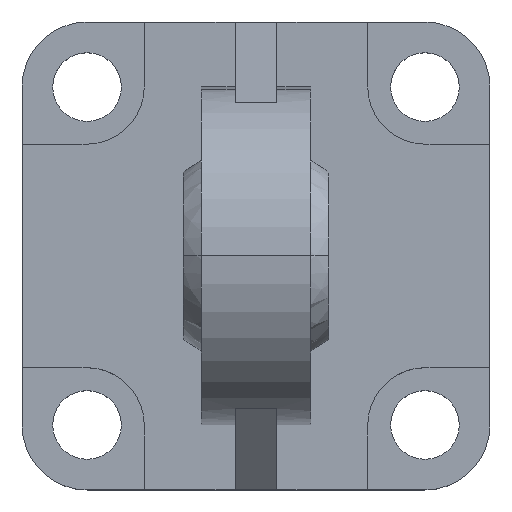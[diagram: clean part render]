
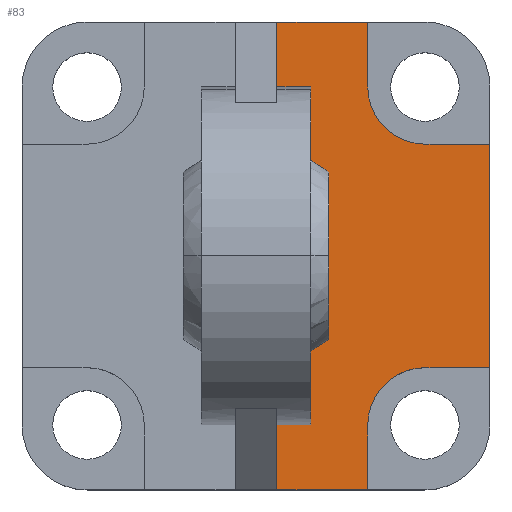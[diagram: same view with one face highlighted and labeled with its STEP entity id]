
A CAD part, top view. The second image highlights one B-rep face of the part: STEP entity #83.
In plain terms, the highlighted planar face has unit normal (0, 0, 1).
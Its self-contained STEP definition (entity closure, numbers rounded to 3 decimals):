
#83=ADVANCED_FACE('',(#162),#163,.T.);
#162=FACE_OUTER_BOUND('',#295,.T.);
#163=PLANE('',#296);
#295=EDGE_LOOP('',(#536,#537,#538,#539,#540,#541,#542,#543,#544,#545,#546,#547,#548,#549));
#296=AXIS2_PLACEMENT_3D('',#550,#551,#552);
#536=ORIENTED_EDGE('',*,*,#944,.T.);
#537=ORIENTED_EDGE('',*,*,#972,.F.);
#538=ORIENTED_EDGE('',*,*,#973,.T.);
#539=ORIENTED_EDGE('',*,*,#974,.T.);
#540=ORIENTED_EDGE('',*,*,#975,.T.);
#541=ORIENTED_EDGE('',*,*,#976,.F.);
#542=ORIENTED_EDGE('',*,*,#977,.T.);
#543=ORIENTED_EDGE('',*,*,#978,.T.);
#544=ORIENTED_EDGE('',*,*,#979,.T.);
#545=ORIENTED_EDGE('',*,*,#964,.F.);
#546=ORIENTED_EDGE('',*,*,#942,.T.);
#547=ORIENTED_EDGE('',*,*,#980,.T.);
#548=ORIENTED_EDGE('',*,*,#981,.T.);
#549=ORIENTED_EDGE('',*,*,#955,.T.);
#550=CARTESIAN_POINT('',(0.0,0.,10.0));
#551=DIRECTION('',(0.0,0.0,1.0));
#552=DIRECTION('',(1.0,0.0,0.0));
#942=EDGE_CURVE('',#1144,#1142,#1145,.T.);
#944=EDGE_CURVE('',#1147,#1148,#1149,.T.);
#955=EDGE_CURVE('',#1166,#1147,#1167,.T.);
#964=EDGE_CURVE('',#1144,#1180,#1181,.T.);
#972=EDGE_CURVE('',#1195,#1148,#1196,.T.);
#973=EDGE_CURVE('',#1195,#1197,#1198,.T.);
#974=EDGE_CURVE('',#1197,#1199,#1200,.T.);
#975=EDGE_CURVE('',#1199,#1201,#1202,.T.);
#976=EDGE_CURVE('',#1203,#1201,#1204,.T.);
#977=EDGE_CURVE('',#1203,#1205,#1206,.T.);
#978=EDGE_CURVE('',#1205,#1207,#1208,.T.);
#979=EDGE_CURVE('',#1207,#1180,#1209,.T.);
#980=EDGE_CURVE('',#1142,#1210,#1211,.T.);
#981=EDGE_CURVE('',#1210,#1166,#1212,.T.);
#1142=VERTEX_POINT('',#1434);
#1144=VERTEX_POINT('',#1437);
#1145=LINE('',#1438,#1439);
#1147=VERTEX_POINT('',#1442);
#1148=VERTEX_POINT('',#1443);
#1149=LINE('',#1444,#1445);
#1166=VERTEX_POINT('',#1470);
#1167=LINE('',#1471,#1472);
#1180=VERTEX_POINT('',#1491);
#1181=LINE('',#1492,#1493);
#1195=VERTEX_POINT('',#1514);
#1196=LINE('',#1515,#1516);
#1197=VERTEX_POINT('',#1517);
#1198=LINE('',#1518,#1519);
#1199=VERTEX_POINT('',#1520);
#1200=CIRCLE('',#1521,5.5);
#1201=VERTEX_POINT('',#1522);
#1202=LINE('',#1523,#1524);
#1203=VERTEX_POINT('',#1525);
#1204=LINE('',#1526,#1527);
#1205=VERTEX_POINT('',#1528);
#1206=LINE('',#1529,#1530);
#1207=VERTEX_POINT('',#1531);
#1208=CIRCLE('',#1532,5.5);
#1209=LINE('',#1533,#1534);
#1210=VERTEX_POINT('',#1535);
#1211=LINE('',#1536,#1537);
#1212=LINE('',#1538,#1539);
#1434=CARTESIAN_POINT('',(2.0,16.25,10.0));
#1437=CARTESIAN_POINT('',(2.0,22.5,10.0));
#1438=CARTESIAN_POINT('',(2.0,0.,10.0));
#1439=VECTOR('',#1802,1.0);
#1442=CARTESIAN_POINT('',(2.0,-16.25,10.0));
#1443=CARTESIAN_POINT('',(2.0,-22.5,10.0));
#1444=CARTESIAN_POINT('',(2.0,0.,10.0));
#1445=VECTOR('',#1804,1.0);
#1470=CARTESIAN_POINT('',(5.25,-16.25,10.0));
#1471=CARTESIAN_POINT('',(2.625,-16.25,10.0));
#1472=VECTOR('',#1819,1.0);
#1491=CARTESIAN_POINT('',(10.75,22.5,10.0));
#1492=CARTESIAN_POINT('',(16.25,22.5,10.0));
#1493=VECTOR('',#1832,1.0);
#1514=CARTESIAN_POINT('',(10.75,-22.5,10.0));
#1515=CARTESIAN_POINT('',(-16.25,-22.5,10.0));
#1516=VECTOR('',#1840,1.0);
#1517=CARTESIAN_POINT('',(10.75,-16.25,10.0));
#1518=CARTESIAN_POINT('',(10.75,-9.688,10.0));
#1519=VECTOR('',#1841,1.0);
#1520=CARTESIAN_POINT('',(16.25,-10.75,10.0));
#1521=AXIS2_PLACEMENT_3D('',#1842,#1843,#1844);
#1522=CARTESIAN_POINT('',(22.5,-10.75,10.0));
#1523=CARTESIAN_POINT('',(9.688,-10.75,10.0));
#1524=VECTOR('',#1845,1.0);
#1525=CARTESIAN_POINT('',(22.5,10.75,10.0));
#1526=CARTESIAN_POINT('',(22.5,-16.25,10.0));
#1527=VECTOR('',#1846,1.0);
#1528=CARTESIAN_POINT('',(16.25,10.75,10.0));
#1529=CARTESIAN_POINT('',(9.688,10.75,10.0));
#1530=VECTOR('',#1847,1.0);
#1531=CARTESIAN_POINT('',(10.75,16.25,10.0));
#1532=AXIS2_PLACEMENT_3D('',#1848,#1849,#1850);
#1533=CARTESIAN_POINT('',(10.75,9.688,10.0));
#1534=VECTOR('',#1851,1.0);
#1535=CARTESIAN_POINT('',(5.25,16.25,10.0));
#1536=CARTESIAN_POINT('',(2.625,16.25,10.0));
#1537=VECTOR('',#1852,1.0);
#1538=CARTESIAN_POINT('',(5.25,0.0,10.0));
#1539=VECTOR('',#1853,1.0);
#1802=DIRECTION('',(0.0,-1.0,0.0));
#1804=DIRECTION('',(0.0,-1.0,0.0));
#1819=DIRECTION('',(-1.0,0.,0.0));
#1832=DIRECTION('',(1.0,0.0,0.0));
#1840=DIRECTION('',(-1.0,-0.0,-0.0));
#1841=DIRECTION('',(0.,1.0,-0.0));
#1842=CARTESIAN_POINT('',(16.25,-16.25,10.0));
#1843=DIRECTION('',(-0.0,0.0,-1.0));
#1844=DIRECTION('',(0.,-1.0,0.0));
#1845=DIRECTION('',(1.0,0.,0.0));
#1846=DIRECTION('',(-0.0,-1.0,-0.0));
#1847=DIRECTION('',(-1.0,0.0,0.0));
#1848=CARTESIAN_POINT('',(16.25,16.25,10.0));
#1849=DIRECTION('',(0.0,0.0,-1.0));
#1850=DIRECTION('',(1.0,0.0,0.0));
#1851=DIRECTION('',(0.0,1.0,-0.0));
#1852=DIRECTION('',(1.0,0.,0.0));
#1853=DIRECTION('',(0.0,-1.0,0.0));
